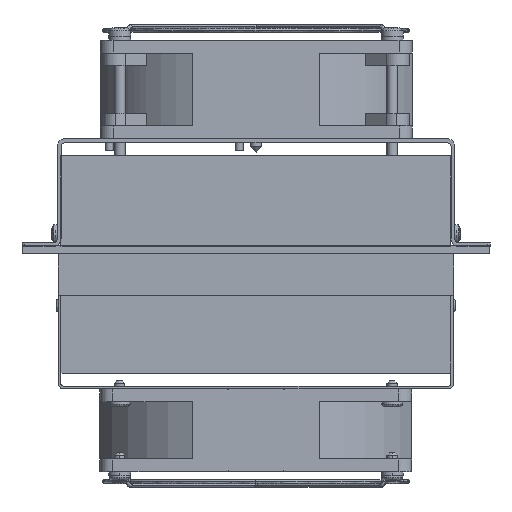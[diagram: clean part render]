
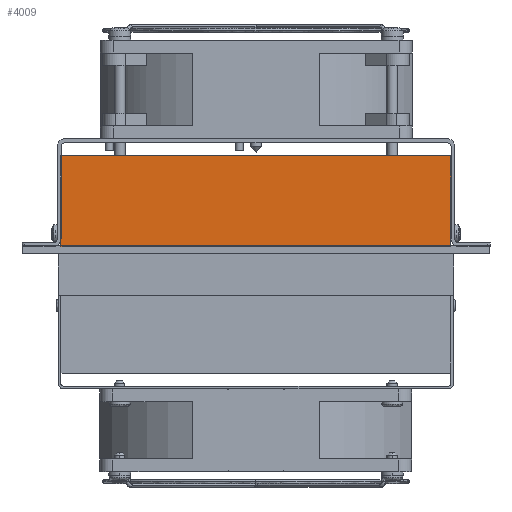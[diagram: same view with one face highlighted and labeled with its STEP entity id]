
A CAD part, front view. The second image highlights one B-rep face of the part: STEP entity #4009.
In plain terms, the highlighted planar face has unit normal (0, -1, 0).
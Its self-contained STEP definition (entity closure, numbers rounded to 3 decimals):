
#1506 = VECTOR ( 'NONE', #44410, 1000. ) ;
#3030 = EDGE_CURVE ( 'NONE', #41807, #50943, #21879, .T. ) ;
#3395 = VERTEX_POINT ( 'NONE', #9108 ) ;
#4009 = ADVANCED_FACE ( 'NONE', ( #31055 ), #16049, .T. ) ;
#7190 = ORIENTED_EDGE ( 'NONE', *, *, #61419, .T. ) ;
#7280 = DIRECTION ( 'NONE',  ( 0., 1., 0. ) ) ;
#7373 = LINE ( 'NONE', #73710, #33538 ) ;
#7979 = VERTEX_POINT ( 'NONE', #56345 ) ;
#9108 = CARTESIAN_POINT ( 'NONE',  ( 74.505, -200., 20. ) ) ;
#10077 = CARTESIAN_POINT ( 'NONE',  ( 74.5, -200., 20. ) ) ;
#16049 = PLANE ( 'NONE',  #67001 ) ;
#16522 = DIRECTION ( 'NONE',  ( 0., 0., -1. ) ) ;
#16596 = DIRECTION ( 'NONE',  ( 1., 0., 0. ) ) ;
#16601 = DIRECTION ( 'NONE',  ( 0., 1., 0. ) ) ;
#17031 = ORIENTED_EDGE ( 'NONE', *, *, #39034, .F. ) ;
#19060 = CIRCLE ( 'NONE', #73293, 0.5 ) ;
#21748 = CARTESIAN_POINT ( 'NONE',  ( -74.5, -200., 20.5 ) ) ;
#21844 = ORIENTED_EDGE ( 'NONE', *, *, #68191, .F. ) ;
#21879 = LINE ( 'NONE', #76049, #54655 ) ;
#22098 = DIRECTION ( 'NONE',  ( 0., 0., -1. ) ) ;
#22323 = DIRECTION ( 'NONE',  ( -1., 0., 0. ) ) ;
#24631 = ORIENTED_EDGE ( 'NONE', *, *, #3030, .T. ) ;
#26807 = DIRECTION ( 'NONE',  ( 0., 0., -1. ) ) ;
#27250 = AXIS2_PLACEMENT_3D ( 'NONE', #21748, #34304, #16522 ) ;
#27622 = CARTESIAN_POINT ( 'NONE',  ( 74.5, -200., 20.5 ) ) ;
#27887 = DIRECTION ( 'NONE',  ( 0., 0., -1. ) ) ;
#29155 = CARTESIAN_POINT ( 'NONE',  ( -75., -200., 20. ) ) ;
#30440 = VERTEX_POINT ( 'NONE', #71882 ) ;
#30485 = LINE ( 'NONE', #73994, #1506 ) ;
#30487 = LINE ( 'NONE', #29155, #48275 ) ;
#31055 = FACE_OUTER_BOUND ( 'NONE', #53031, .T. ) ;
#31484 = ORIENTED_EDGE ( 'NONE', *, *, #75379, .T. ) ;
#32694 = VERTEX_POINT ( 'NONE', #60458 ) ;
#33538 = VECTOR ( 'NONE', #26807, 1000. ) ;
#34081 = EDGE_CURVE ( 'NONE', #50943, #30440, #7373, .T. ) ;
#34087 = DIRECTION ( 'NONE',  ( 0., 0., -1. ) ) ;
#34304 = DIRECTION ( 'NONE',  ( 0., 1., 0. ) ) ;
#35911 = ORIENTED_EDGE ( 'NONE', *, *, #76709, .F. ) ;
#36128 = CIRCLE ( 'NONE', #49403, 0.5 ) ;
#37324 = CIRCLE ( 'NONE', #27250, 0.5 ) ;
#38071 = CARTESIAN_POINT ( 'NONE',  ( -74.5, -200., 20. ) ) ;
#39034 = EDGE_CURVE ( 'NONE', #46287, #44242, #37324, .T. ) ;
#39092 = DIRECTION ( 'NONE',  ( 1., 0., 0. ) ) ;
#39358 = CARTESIAN_POINT ( 'NONE',  ( -75., -200., 20. ) ) ;
#40251 = CARTESIAN_POINT ( 'NONE',  ( 75., -200., 55. ) ) ;
#41807 = VERTEX_POINT ( 'NONE', #40251 ) ;
#42135 = DIRECTION ( 'NONE',  ( 0., 0., -1. ) ) ;
#42240 = ORIENTED_EDGE ( 'NONE', *, *, #62896, .F. ) ;
#44242 = VERTEX_POINT ( 'NONE', #51542 ) ;
#44410 = DIRECTION ( 'NONE',  ( 0., 0., 1. ) ) ;
#45912 = LINE ( 'NONE', #65803, #56213 ) ;
#46287 = VERTEX_POINT ( 'NONE', #38071 ) ;
#48275 = VECTOR ( 'NONE', #16596, 1000. ) ;
#48319 = ORIENTED_EDGE ( 'NONE', *, *, #69090, .T. ) ;
#48876 = CARTESIAN_POINT ( 'NONE',  ( 74.5, -200., 20.5 ) ) ;
#49403 = AXIS2_PLACEMENT_3D ( 'NONE', #51924, #16601, #22098 ) ;
#50943 = VERTEX_POINT ( 'NONE', #62373 ) ;
#51173 = DIRECTION ( 'NONE',  ( 0., 1., 0. ) ) ;
#51532 = EDGE_CURVE ( 'NONE', #32694, #61046, #45912, .T. ) ;
#51542 = CARTESIAN_POINT ( 'NONE',  ( -74.505, -200., 20. ) ) ;
#51924 = CARTESIAN_POINT ( 'NONE',  ( -74.5, -200., 20.5 ) ) ;
#53031 = EDGE_LOOP ( 'NONE', ( #24631, #60907, #7190, #17031, #42240, #54656, #35911, #21844, #48319, #31484 ) ) ;
#53887 = VECTOR ( 'NONE', #39092, 1000. ) ;
#54655 = VECTOR ( 'NONE', #22323, 1000. ) ;
#54656 = ORIENTED_EDGE ( 'NONE', *, *, #51532, .T. ) ;
#56213 = VECTOR ( 'NONE', #71814, 1000. ) ;
#56345 = CARTESIAN_POINT ( 'NONE',  ( 75., -200., 20. ) ) ;
#57649 = LINE ( 'NONE', #39358, #53887 ) ;
#57940 = DIRECTION ( 'NONE',  ( 0., -1., 0. ) ) ;
#58264 = AXIS2_PLACEMENT_3D ( 'NONE', #27622, #51173, #27887 ) ;
#58723 = CARTESIAN_POINT ( 'NONE',  ( -74.5, -200., 20.5 ) ) ;
#59718 = CIRCLE ( 'NONE', #58264, 0.5 ) ;
#60458 = CARTESIAN_POINT ( 'NONE',  ( -74.495, -200., 20. ) ) ;
#60615 = CARTESIAN_POINT ( 'NONE',  ( 74.495, -200., 20. ) ) ;
#60907 = ORIENTED_EDGE ( 'NONE', *, *, #34081, .T. ) ;
#61046 = VERTEX_POINT ( 'NONE', #60615 ) ;
#61419 = EDGE_CURVE ( 'NONE', #30440, #44242, #57649, .T. ) ;
#62373 = CARTESIAN_POINT ( 'NONE',  ( -75., -200., 55. ) ) ;
#62896 = EDGE_CURVE ( 'NONE', #32694, #46287, #36128, .T. ) ;
#65803 = CARTESIAN_POINT ( 'NONE',  ( -74.5, -200., 20. ) ) ;
#67001 = AXIS2_PLACEMENT_3D ( 'NONE', #58723, #57940, #34087 ) ;
#68191 = EDGE_CURVE ( 'NONE', #3395, #68992, #59718, .T. ) ;
#68992 = VERTEX_POINT ( 'NONE', #10077 ) ;
#69090 = EDGE_CURVE ( 'NONE', #3395, #7979, #30487, .T. ) ;
#71814 = DIRECTION ( 'NONE',  ( 1., 0., 0. ) ) ;
#71882 = CARTESIAN_POINT ( 'NONE',  ( -75., -200., 20. ) ) ;
#73293 = AXIS2_PLACEMENT_3D ( 'NONE', #48876, #7280, #42135 ) ;
#73710 = CARTESIAN_POINT ( 'NONE',  ( -75., -200., 20.5 ) ) ;
#73994 = CARTESIAN_POINT ( 'NONE',  ( 75., -200., 20.5 ) ) ;
#75379 = EDGE_CURVE ( 'NONE', #7979, #41807, #30485, .T. ) ;
#76049 = CARTESIAN_POINT ( 'NONE',  ( -75., -200., 55. ) ) ;
#76709 = EDGE_CURVE ( 'NONE', #68992, #61046, #19060, .T. ) ;
